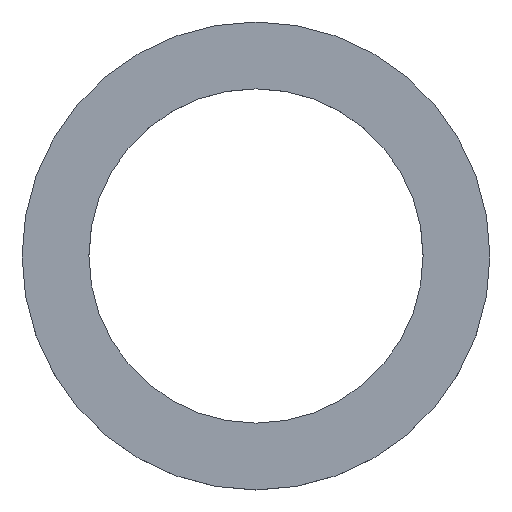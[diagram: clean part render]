
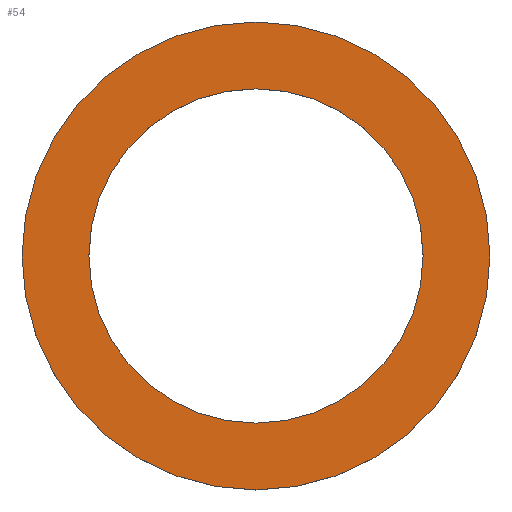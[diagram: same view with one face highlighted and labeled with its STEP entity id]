
A CAD part, top view. The second image highlights one B-rep face of the part: STEP entity #54.
In plain terms, the highlighted planar face has unit normal (0, 0, 1).
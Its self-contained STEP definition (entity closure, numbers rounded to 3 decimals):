
#54=ADVANCED_FACE('',(#61,#62),#58,.T.);
#58=PLANE('',#155);
#61=FACE_BOUND('',#67,.T.);
#62=FACE_BOUND('',#68,.T.);
#67=EDGE_LOOP('',(#83,#84));
#68=EDGE_LOOP('',(#85,#86));
#83=ORIENTED_EDGE('',*,*,#110,.T.);
#84=ORIENTED_EDGE('',*,*,#108,.T.);
#85=ORIENTED_EDGE('',*,*,#111,.T.);
#86=ORIENTED_EDGE('',*,*,#112,.T.);
#99=VERTEX_POINT('',#210);
#100=VERTEX_POINT('',#212);
#101=VERTEX_POINT('',#218);
#102=VERTEX_POINT('',#219);
#108=EDGE_CURVE('',#100,#99,#119,.T.);
#110=EDGE_CURVE('',#99,#100,#120,.T.);
#111=EDGE_CURVE('',#101,#102,#121,.T.);
#112=EDGE_CURVE('',#102,#101,#122,.T.);
#119=CIRCLE('',#149,7.);
#120=CIRCLE('',#151,7.);
#121=CIRCLE('',#153,5.);
#122=CIRCLE('',#154,5.);
#149=AXIS2_PLACEMENT_3D('',#211,#175,#176);
#151=AXIS2_PLACEMENT_3D('',#215,#180,#181);
#153=AXIS2_PLACEMENT_3D('',#217,#184,#185);
#154=AXIS2_PLACEMENT_3D('',#220,#186,#187);
#155=AXIS2_PLACEMENT_3D('',#221,#188,#189);
#175=DIRECTION('',(0.,0.,1.));
#176=DIRECTION('',(1.,0.,0.));
#180=DIRECTION('',(0.,0.,1.));
#181=DIRECTION('',(-1.,0.,0.));
#184=DIRECTION('',(0.,0.,-1.));
#185=DIRECTION('',(-1.,0.,0.));
#186=DIRECTION('',(0.,0.,-1.));
#187=DIRECTION('',(1.,0.,0.));
#188=DIRECTION('',(0.,0.,1.));
#189=DIRECTION('',(-1.,0.,0.));
#210=CARTESIAN_POINT('',(-7.,0.,1.));
#211=CARTESIAN_POINT('',(0.,0.,1.));
#212=CARTESIAN_POINT('',(7.,0.,1.));
#215=CARTESIAN_POINT('',(0.,0.,1.));
#217=CARTESIAN_POINT('',(0.,0.,1.));
#218=CARTESIAN_POINT('',(-5.,0.,1.));
#219=CARTESIAN_POINT('',(5.,0.,1.));
#220=CARTESIAN_POINT('',(0.,0.,1.));
#221=CARTESIAN_POINT('',(0.,0.,1.));
